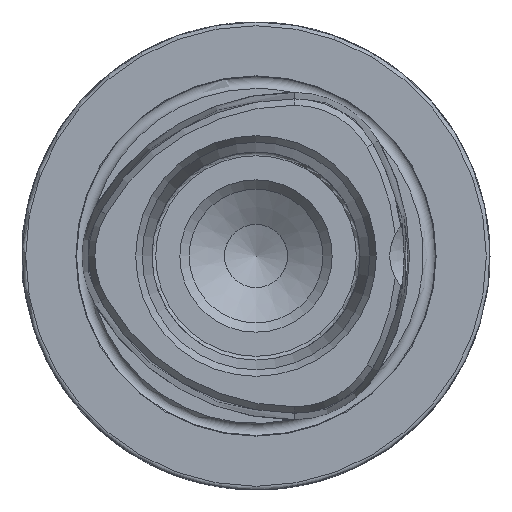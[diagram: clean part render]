
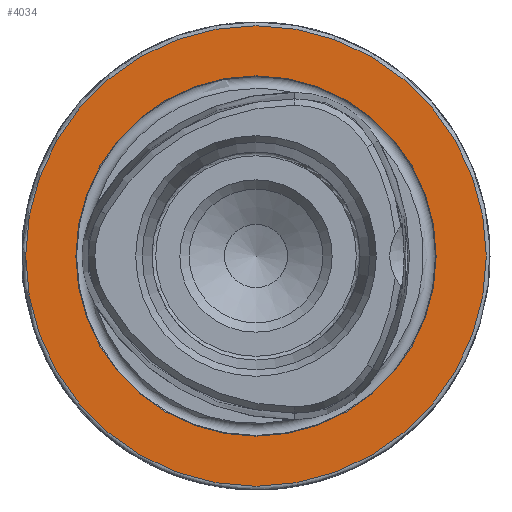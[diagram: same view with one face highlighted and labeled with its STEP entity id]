
A CAD part, left-side view. The second image highlights one B-rep face of the part: STEP entity #4034.
In plain terms, the highlighted planar face has unit normal (-1, 0, 0).
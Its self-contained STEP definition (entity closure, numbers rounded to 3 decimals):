
#66 = CARTESIAN_POINT ( 'NONE',  ( 0., 0., 31. ) ) ;
#137 = DIRECTION ( 'NONE',  ( -1., 0., 0. ) ) ;
#438 = DIRECTION ( 'NONE',  ( 0., 0., -1. ) ) ;
#595 = CARTESIAN_POINT ( 'NONE',  ( 0., 0., 24.25 ) ) ;
#913 = CIRCLE ( 'NONE', #8990, 31. ) ;
#1260 = PLANE ( 'NONE',  #10369 ) ;
#2047 = CARTESIAN_POINT ( 'NONE',  ( 0., 0., 0. ) ) ;
#3399 = VERTEX_POINT ( 'NONE', #595 ) ;
#3728 = AXIS2_PLACEMENT_3D ( 'NONE', #2047, #7934, #7789 ) ;
#4034 = ADVANCED_FACE ( 'NONE', ( #9586, #7366 ), #1260, .F. ) ;
#4543 = DIRECTION ( 'NONE',  ( 0., 0., 1. ) ) ;
#4570 = CIRCLE ( 'NONE', #3728, 24.25 ) ;
#5220 = CARTESIAN_POINT ( 'NONE',  ( 0., 0., 0. ) ) ;
#5435 = CARTESIAN_POINT ( 'NONE',  ( 0., 24.25, 0. ) ) ;
#5511 = DIRECTION ( 'NONE',  ( 1., 0., 0. ) ) ;
#5610 = EDGE_LOOP ( 'NONE', ( #8604 ) ) ;
#7366 = FACE_OUTER_BOUND ( 'NONE', #9707, .T. ) ;
#7575 = ORIENTED_EDGE ( 'NONE', *, *, #9902, .T. ) ;
#7789 = DIRECTION ( 'NONE',  ( 0., 0., 1. ) ) ;
#7934 = DIRECTION ( 'NONE',  ( -1., 0., 0. ) ) ;
#8390 = EDGE_CURVE ( 'NONE', #3399, #3399, #4570, .T. ) ;
#8604 = ORIENTED_EDGE ( 'NONE', *, *, #8390, .F. ) ;
#8990 = AXIS2_PLACEMENT_3D ( 'NONE', #5220, #137, #4543 ) ;
#9309 = VERTEX_POINT ( 'NONE', #66 ) ;
#9586 = FACE_BOUND ( 'NONE', #5610, .T. ) ;
#9707 = EDGE_LOOP ( 'NONE', ( #7575 ) ) ;
#9902 = EDGE_CURVE ( 'NONE', #9309, #9309, #913, .T. ) ;
#10369 = AXIS2_PLACEMENT_3D ( 'NONE', #5435, #5511, #438 ) ;
